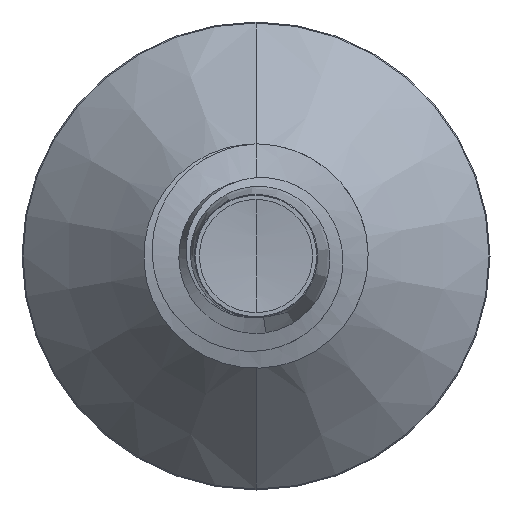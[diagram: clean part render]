
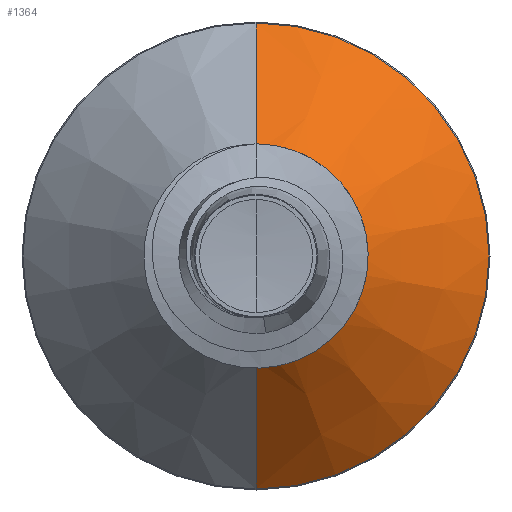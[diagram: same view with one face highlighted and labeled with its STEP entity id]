
A CAD part, front view. The second image highlights one B-rep face of the part: STEP entity #1364.
In plain terms, the highlighted conical face has half-angle 45 degrees and reference radius 1.633 mm.
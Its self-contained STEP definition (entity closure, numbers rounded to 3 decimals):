
#159 = DIRECTION ( 'NONE',  ( 0., 0., 1. ) ) ;
#171 = DIRECTION ( 'NONE',  ( 0., 1., 0. ) ) ;
#178 = CARTESIAN_POINT ( 'NONE',  ( 0., 4.335, 0. ) ) ;
#185 = VERTEX_POINT ( 'NONE', #9481 ) ;
#549 = VERTEX_POINT ( 'NONE', #9677 ) ;
#628 = LINE ( 'NONE', #3539, #5614 ) ;
#1364 = ADVANCED_FACE ( 'NONE', ( #2454 ), #9578, .T. ) ;
#1559 = ORIENTED_EDGE ( 'NONE', *, *, #3795, .T. ) ;
#1759 = VERTEX_POINT ( 'NONE', #6668 ) ;
#1848 = ORIENTED_EDGE ( 'NONE', *, *, #8812, .T. ) ;
#1995 = ORIENTED_EDGE ( 'NONE', *, *, #8360, .F. ) ;
#2003 = CARTESIAN_POINT ( 'NONE',  ( 0., 2.332, 1.632 ) ) ;
#2454 = FACE_OUTER_BOUND ( 'NONE', #9751, .T. ) ;
#2697 = VERTEX_POINT ( 'NONE', #7522 ) ;
#2921 = CIRCLE ( 'NONE', #5877, 1.632 ) ;
#3526 = DIRECTION ( 'NONE',  ( 0., 0.707, -0.707 ) ) ;
#3539 = CARTESIAN_POINT ( 'NONE',  ( 0., 2.332, -1.632 ) ) ;
#3597 = DIRECTION ( 'NONE',  ( 0., 0.707, 0.707 ) ) ;
#3795 = EDGE_CURVE ( 'NONE', #2697, #1759, #2921, .T. ) ;
#3893 = LINE ( 'NONE', #2003, #7812 ) ;
#5614 = VECTOR ( 'NONE', #3526, 1000. ) ;
#5877 = AXIS2_PLACEMENT_3D ( 'NONE', #6806, #6784, #6782 ) ;
#6668 = CARTESIAN_POINT ( 'NONE',  ( 0., 2.332, -1.632 ) ) ;
#6704 = CIRCLE ( 'NONE', #8625, 3.635 ) ;
#6782 = DIRECTION ( 'NONE',  ( 0., 0., 1. ) ) ;
#6784 = DIRECTION ( 'NONE',  ( 0., 1., 0. ) ) ;
#6806 = CARTESIAN_POINT ( 'NONE',  ( 0., 2.332, 0. ) ) ;
#7522 = CARTESIAN_POINT ( 'NONE',  ( 0., 2.332, 1.632 ) ) ;
#7812 = VECTOR ( 'NONE', #3597, 1000. ) ;
#8360 = EDGE_CURVE ( 'NONE', #2697, #185, #3893, .T. ) ;
#8525 = AXIS2_PLACEMENT_3D ( 'NONE', #8773, #8825, #8800 ) ;
#8587 = EDGE_CURVE ( 'NONE', #185, #549, #6704, .T. ) ;
#8625 = AXIS2_PLACEMENT_3D ( 'NONE', #178, #171, #159 ) ;
#8773 = CARTESIAN_POINT ( 'NONE',  ( 0., 2.332, 0. ) ) ;
#8792 = ORIENTED_EDGE ( 'NONE', *, *, #8587, .F. ) ;
#8800 = DIRECTION ( 'NONE',  ( 0., 0., 1. ) ) ;
#8812 = EDGE_CURVE ( 'NONE', #1759, #549, #628, .T. ) ;
#8825 = DIRECTION ( 'NONE',  ( 0., 1., 0. ) ) ;
#9481 = CARTESIAN_POINT ( 'NONE',  ( 0., 4.335, 3.635 ) ) ;
#9578 = CONICAL_SURFACE ( 'NONE', #8525, 1.632, 0.785 ) ;
#9677 = CARTESIAN_POINT ( 'NONE',  ( 0., 4.335, -3.635 ) ) ;
#9751 = EDGE_LOOP ( 'NONE', ( #1559, #1848, #8792, #1995 ) ) ;
